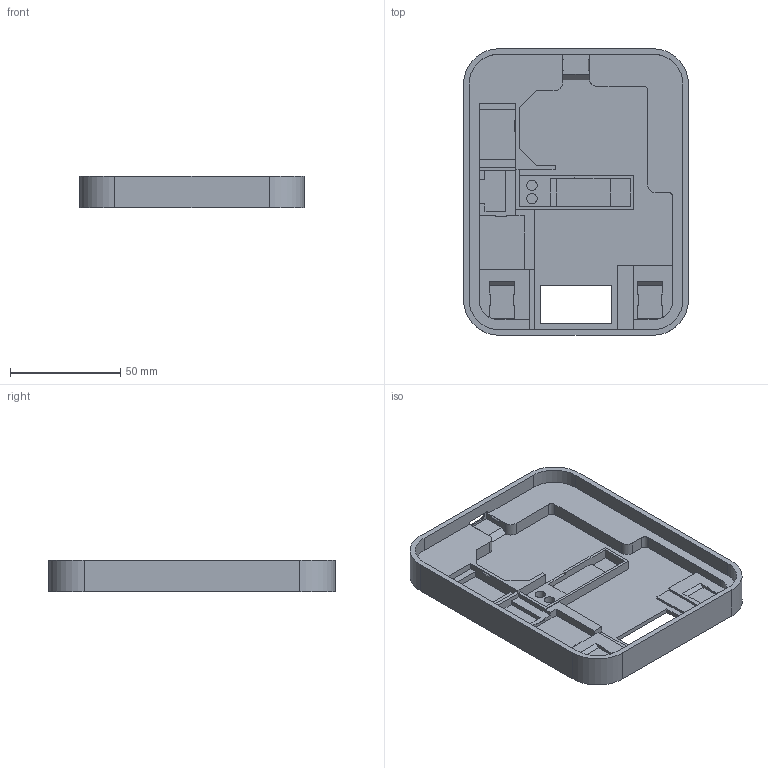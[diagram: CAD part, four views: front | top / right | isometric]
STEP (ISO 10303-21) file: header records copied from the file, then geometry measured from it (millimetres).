
FILE_DESCRIPTION(/* description */ (''),/* implementation_level */ '2;1');
FILE_NAME(/* name */ 'DRSv3_103450 v8.step',/* time_stamp */ '2024-05-04T19:15:51+08:00',/* author */ (''),/* organization */ (''),/* preprocessor_version */ 'ST-DEVELOPER v20',/* originating_system */ 'Autodesk Translation Framework v12.20.1.177',/* authorisation */ '');
FILE_SCHEMA (('AUTOMOTIVE_DESIGN { 1 0 10303 214 3 1 1 }'));
Length unit declared in the file: millimetre
Products named in the file (2): DRSv3_103450; DRSv3_Top
Assembly tree (1 placements, depth 2):
  DRSv3_103450
    DRSv3_Top
Bounding box: 102 x 130 x 14.5 mm (x, y, z)
Volume: 60521.5 mm3; surface area: 39624.3 mm2
Topology: 7 solids, 7 shells, 237 faces, 621 edges, 411 vertices
Faces by surface type: plane 181, cylinder 54, cone 2
Full cylindrical faces by diameter (mm): 4.7 x2, 10 x4, 12 x4
Entity records: 7315 total; most frequent: CARTESIAN_POINT 1272, ORIENTED_EDGE 1242, DIRECTION 1216, EDGE_CURVE 621, LINE 506, VECTOR 506, VERTEX_POINT 411, AXIS2_PLACEMENT_3D 355
